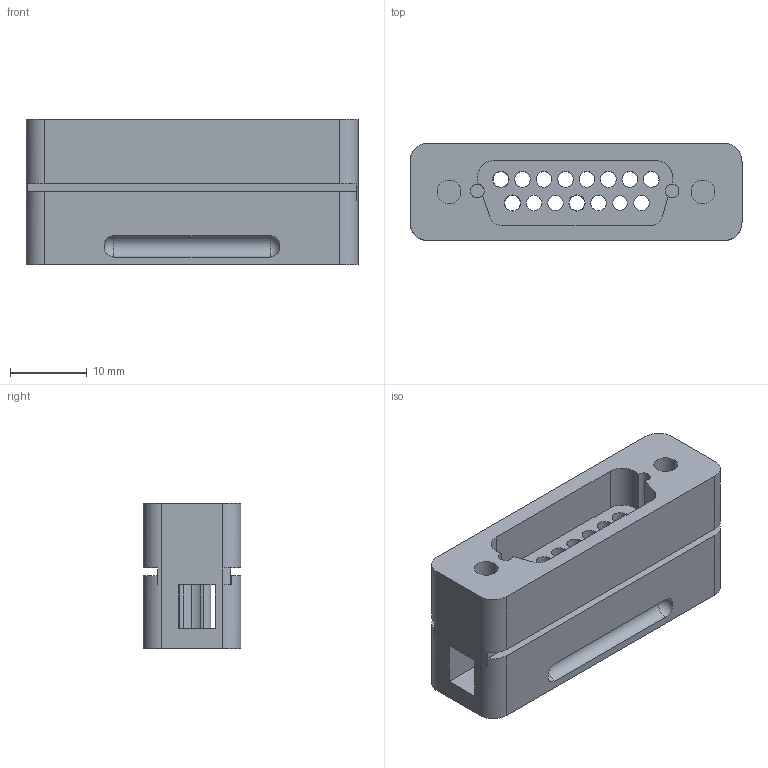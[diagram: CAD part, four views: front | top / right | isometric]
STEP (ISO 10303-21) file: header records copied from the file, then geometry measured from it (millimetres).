
FILE_DESCRIPTION (( 'STEP AP203' ), '1' );
FILE_NAME ('A2376-1-CN.STEP', '2013-11-07T13:58:26', ( '' ), ( '' ), 'SwSTEP 2.0', 'SolidWorks 2012', '' );
FILE_SCHEMA (( 'CONFIG_CONTROL_DESIGN' ));
Length unit declared in the file: inch
Products named in the file (1): A2376-1-CN
Bounding box: 43.18 x 12.7 x 18.95 mm (x, y, z)
Surface area: 5868.5 mm2 (no closed solid volume)
Topology: 0 solids, 3 shells, 146 faces, 445 edges, 296 vertices
Faces by surface type: cylinder 95, plane 47, torus 4
Entity records: 5185 total; most frequent: DIRECTION 975, CARTESIAN_POINT 888, ORIENTED_EDGE 789, EDGE_CURVE 445, AXIS2_PLACEMENT_3D 383, VERTEX_POINT 296, CIRCLE 236, VECTOR 209
